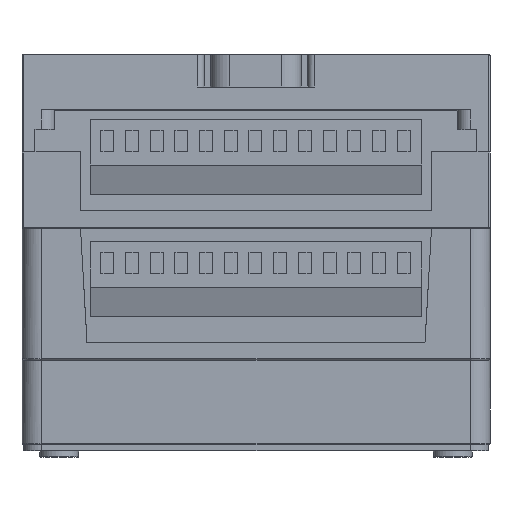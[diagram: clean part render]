
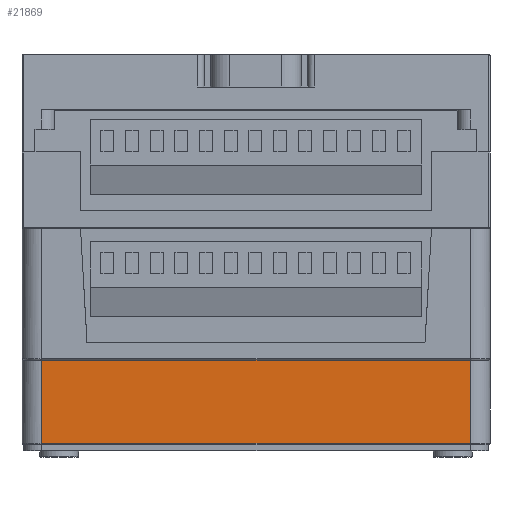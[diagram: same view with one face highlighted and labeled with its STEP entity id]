
A CAD part, front view. The second image highlights one B-rep face of the part: STEP entity #21869.
In plain terms, the highlighted planar face has unit normal (0, -1, -0.018).
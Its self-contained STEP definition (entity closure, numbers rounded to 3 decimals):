
#18 = ORIENTED_EDGE ( 'NONE', *, *, #20794, .T. ) ;
#747 = LINE ( 'NONE', #12349, #9014 ) ;
#3028 = CARTESIAN_POINT ( 'NONE',  ( 3., 165.52, -259.711 ) ) ;
#3451 = VERTEX_POINT ( 'NONE', #8677 ) ;
#3467 = FACE_OUTER_BOUND ( 'NONE', #5447, .T. ) ;
#3953 = LINE ( 'NONE', #8881, #20314 ) ;
#4681 = VECTOR ( 'NONE', #8179, 1000. ) ;
#4998 = LINE ( 'NONE', #18635, #11867 ) ;
#5447 = EDGE_LOOP ( 'NONE', ( #18, #14620, #14463, #14589 ) ) ;
#6561 = EDGE_CURVE ( 'NONE', #8029, #9388, #4998, .T. ) ;
#8029 = VERTEX_POINT ( 'NONE', #12572 ) ;
#8179 = DIRECTION ( 'NONE',  ( 0., 0.017, -1. ) ) ;
#8555 = DIRECTION ( 'NONE',  ( 0., -0.017, 1. ) ) ;
#8677 = CARTESIAN_POINT ( 'NONE',  ( 3., 165.294, -246.711 ) ) ;
#8881 = CARTESIAN_POINT ( 'NONE',  ( 69., 160.938, 2.809 ) ) ;
#8991 = CARTESIAN_POINT ( 'NONE',  ( 69., 165.517, -259.514 ) ) ;
#9014 = VECTOR ( 'NONE', #14365, 1000. ) ;
#9388 = VERTEX_POINT ( 'NONE', #8991 ) ;
#9523 = VERTEX_POINT ( 'NONE', #21494 ) ;
#10632 = EDGE_CURVE ( 'NONE', #9523, #3451, #747, .T. ) ;
#10769 = DIRECTION ( 'NONE',  ( 1., 0., 0. ) ) ;
#11867 = VECTOR ( 'NONE', #10769, 1000. ) ;
#12349 = CARTESIAN_POINT ( 'NONE',  ( 72., 165.294, -246.711 ) ) ;
#12572 = CARTESIAN_POINT ( 'NONE',  ( 3., 165.517, -259.514 ) ) ;
#12898 = AXIS2_PLACEMENT_3D ( 'NONE', #13305, #15099, #20141 ) ;
#13074 = EDGE_CURVE ( 'NONE', #9388, #9523, #3953, .T. ) ;
#13305 = CARTESIAN_POINT ( 'NONE',  ( 72., 160.938, 2.809 ) ) ;
#13518 = LINE ( 'NONE', #3028, #4681 ) ;
#14365 = DIRECTION ( 'NONE',  ( -1., 0., 0. ) ) ;
#14463 = ORIENTED_EDGE ( 'NONE', *, *, #13074, .T. ) ;
#14589 = ORIENTED_EDGE ( 'NONE', *, *, #10632, .T. ) ;
#14620 = ORIENTED_EDGE ( 'NONE', *, *, #6561, .T. ) ;
#15099 = DIRECTION ( 'NONE',  ( 0., -1., -0.017 ) ) ;
#15309 = PLANE ( 'NONE',  #12898 ) ;
#18635 = CARTESIAN_POINT ( 'NONE',  ( 72., 165.517, -259.514 ) ) ;
#20141 = DIRECTION ( 'NONE',  ( 0., 0.017, -1. ) ) ;
#20314 = VECTOR ( 'NONE', #8555, 1000. ) ;
#20794 = EDGE_CURVE ( 'NONE', #3451, #8029, #13518, .T. ) ;
#21494 = CARTESIAN_POINT ( 'NONE',  ( 69., 165.294, -246.711 ) ) ;
#21869 = ADVANCED_FACE ( 'NONE', ( #3467 ), #15309, .T. ) ;
